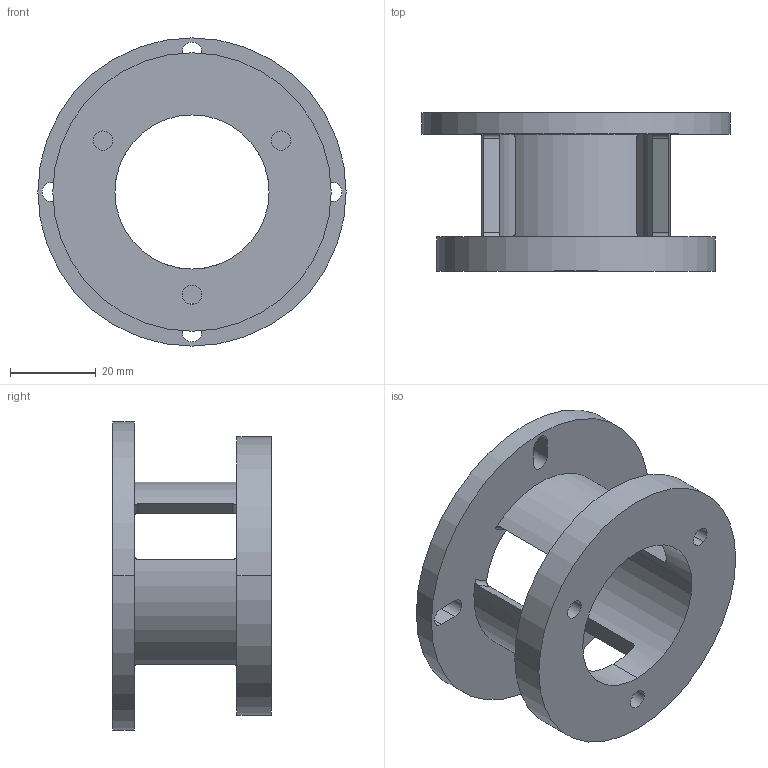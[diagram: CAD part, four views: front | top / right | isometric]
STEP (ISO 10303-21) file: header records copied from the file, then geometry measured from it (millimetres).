
FILE_DESCRIPTION (( 'STEP AP214' ), '1' );
FILE_NAME ('PF4256.STEP', '2024-07-02T15:27:21', ( '' ), ( '' ), 'SwSTEP 2.0', 'SolidWorks 2021', '' );
FILE_SCHEMA (( 'AUTOMOTIVE_DESIGN' ));
Length unit declared in the file: inch
Products named in the file (1): PF4256
Bounding box: 72 x 37 x 72 mm (x, y, z)
Volume: 37375.2 mm3; surface area: 19277.1 mm2
Topology: 1 solids, 1 shells, 65 faces, 192 edges, 128 vertices
Faces by surface type: cylinder 46, plane 19
Entity records: 2454 total; most frequent: CARTESIAN_POINT 602, ORIENTED_EDGE 384, DIRECTION 376, EDGE_CURVE 192, AXIS2_PLACEMENT_3D 142, VERTEX_POINT 128, LINE 92, VECTOR 92
